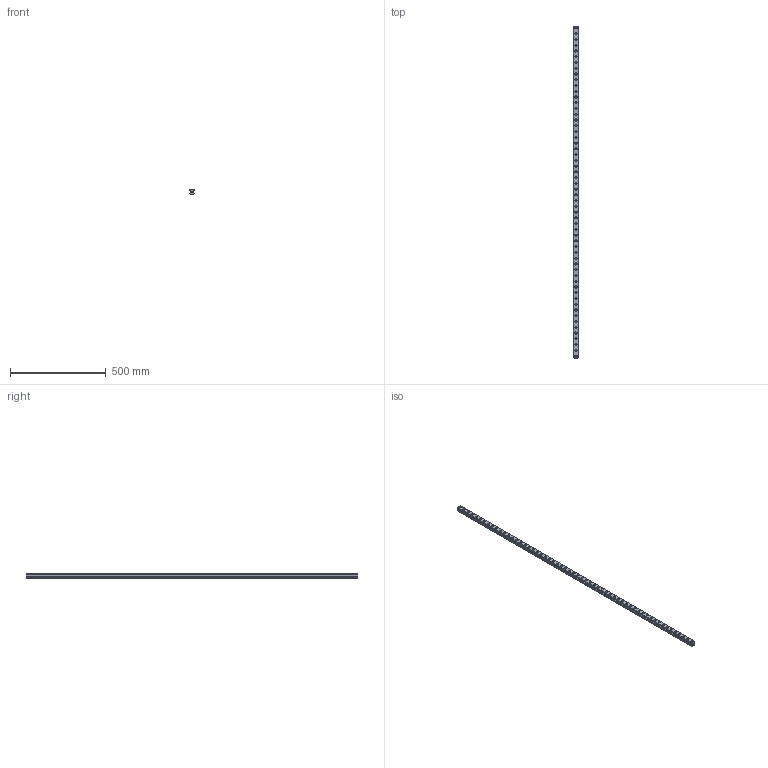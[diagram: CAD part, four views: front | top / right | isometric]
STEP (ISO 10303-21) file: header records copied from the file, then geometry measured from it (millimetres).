
FILE_DESCRIPTION(('STEP AP214'),'1');
FILE_NAME('cctmp_59814E08-27CA-4814-857A-EA9E47DD4541_2021_03_10_11_50_43_0361..stp','2021-03-10T10:50:43',('HIWIN GmbH'),('CADClick - www.CADClick.com'),'Spatial InterOp 3D',' ','unknown authorization');
FILE_SCHEMA(('AUTOMOTIVE_DESIGN'));
Length unit declared in the file: millimetre
Products named in the file (1): RGR25R1730H_FILE
Bounding box: 23 x 1730 x 23.6 mm (x, y, z)
Volume: 693317.5 mm3; surface area: 215293.6 mm2
Topology: 1 solids, 1 shells, 639 faces, 1377 edges, 918 vertices
Faces by surface type: cylinder 366, plane 273
Entity records: 22819 total; most frequent: DIRECTION 3389, CARTESIAN_POINT 2935, ORIENTED_EDGE 2754, EDGE_CURVE 1377, AXIS2_PLACEMENT_3D 1372, VERTEX_POINT 918, EDGE_LOOP 817, CIRCLE 732
